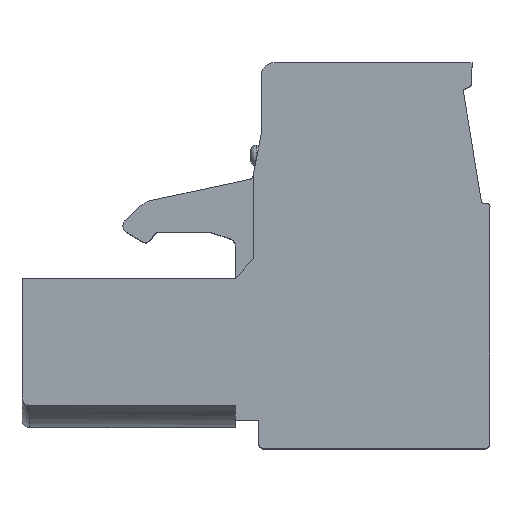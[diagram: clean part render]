
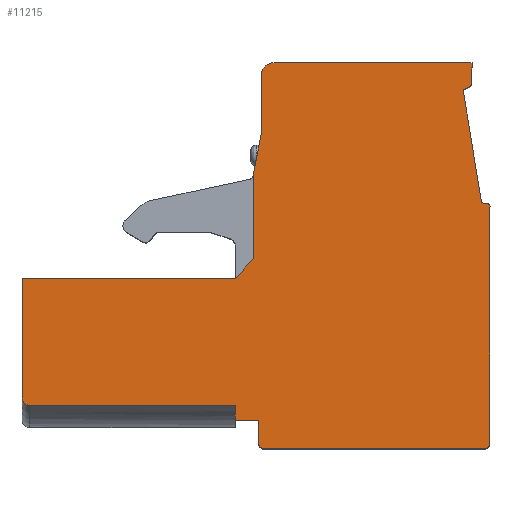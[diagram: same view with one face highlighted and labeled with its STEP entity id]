
A CAD part, top view. The second image highlights one B-rep face of the part: STEP entity #11215.
In plain terms, the highlighted planar face has unit normal (0, 0, 1).
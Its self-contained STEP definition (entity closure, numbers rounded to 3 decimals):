
#4222=DIRECTION('',(0.,1.,0.));
#4223=VECTOR('',#4222,4.65);
#4224=CARTESIAN_POINT('',(3.7,1.975,-2.54));
#4225=LINE('',#4224,#4223);
#4226=DIRECTION('',(1.,0.,0.));
#4227=VECTOR('',#4226,8.3);
#4228=CARTESIAN_POINT('',(3.7,6.625,-2.54));
#4229=LINE('',#4228,#4227);
#4230=DIRECTION('',(0.682,0.731,0.));
#4231=VECTOR('',#4230,1.026);
#4232=CARTESIAN_POINT('',(12.,6.625,-2.54));
#4233=LINE('',#4232,#4231);
#4234=DIRECTION('',(0.,1.,0.));
#4235=VECTOR('',#4234,3.325);
#4236=CARTESIAN_POINT('',(12.7,7.375,-2.54));
#4237=LINE('',#4236,#4235);
#4238=DIRECTION('',(0.196,0.981,0.));
#4239=VECTOR('',#4238,1.53);
#4240=CARTESIAN_POINT('',(12.7,10.7,-2.54));
#4241=LINE('',#4240,#4239);
#4242=DIRECTION('',(0.,1.,0.));
#4243=VECTOR('',#4242,2.3);
#4244=CARTESIAN_POINT('',(13.,12.2,-2.54));
#4245=LINE('',#4244,#4243);
#4246=CARTESIAN_POINT('',(13.5,14.5,-2.54));
#4247=DIRECTION('',(0.,0.,-1.));
#4248=DIRECTION('',(-1.,0.,0.));
#4249=AXIS2_PLACEMENT_3D('',#4246,#4247,#4248);
#4251=DIRECTION('',(1.,0.,0.));
#4252=VECTOR('',#4251,7.7);
#4253=CARTESIAN_POINT('',(13.5,15.,-2.54));
#4254=LINE('',#4253,#4252);
#4255=DIRECTION('',(0.,-1.,0.));
#4256=VECTOR('',#4255,0.766);
#4257=CARTESIAN_POINT('',(21.2,15.,-2.54));
#4258=LINE('',#4257,#4256);
#4259=CARTESIAN_POINT('',(21.,14.234,-2.54));
#4260=DIRECTION('',(0.,0.,-1.));
#4261=DIRECTION('',(1.,0.,0.));
#4262=AXIS2_PLACEMENT_3D('',#4259,#4260,#4261);
#4264=DIRECTION('',(-0.911,-0.412,0.));
#4265=VECTOR('',#4264,0.248);
#4266=CARTESIAN_POINT('',(21.082,14.052,-2.54));
#4267=LINE('',#4266,#4265);
#4268=DIRECTION('',(0.16,-0.987,0.));
#4269=VECTOR('',#4268,4.449);
#4270=CARTESIAN_POINT('',(20.857,13.95,-2.54));
#4271=LINE('',#4270,#4269);
#4272=DIRECTION('',(0.985,-0.174,0.));
#4273=VECTOR('',#4272,0.251);
#4274=CARTESIAN_POINT('',(21.57,9.558,-2.54));
#4275=LINE('',#4274,#4273);
#4276=CARTESIAN_POINT('',(21.8,9.416,-2.54));
#4277=DIRECTION('',(0.,0.,-1.));
#4278=DIRECTION('',(0.174,0.985,0.));
#4279=AXIS2_PLACEMENT_3D('',#4276,#4277,#4278);
#4281=DIRECTION('',(0.,-1.,0.));
#4282=VECTOR('',#4281,9.216);
#4283=CARTESIAN_POINT('',(21.9,9.416,-2.54));
#4284=LINE('',#4283,#4282);
#4285=CARTESIAN_POINT('',(21.7,0.2,-2.54));
#4286=DIRECTION('',(0.,0.,-1.));
#4287=DIRECTION('',(1.,0.,0.));
#4288=AXIS2_PLACEMENT_3D('',#4285,#4286,#4287);
#4290=DIRECTION('',(-1.,0.,0.));
#4291=VECTOR('',#4290,8.6);
#4292=CARTESIAN_POINT('',(21.7,0.,-2.54));
#4293=LINE('',#4292,#4291);
#4294=CARTESIAN_POINT('',(13.1,0.2,-2.54));
#4295=DIRECTION('',(0.,0.,-1.));
#4296=DIRECTION('',(0.,-1.,0.));
#4297=AXIS2_PLACEMENT_3D('',#4294,#4295,#4296);
#4299=DIRECTION('',(0.,1.,0.));
#4300=VECTOR('',#4299,0.9);
#4301=CARTESIAN_POINT('',(12.9,0.2,-2.54));
#4302=LINE('',#4301,#4300);
#4303=DIRECTION('',(-1.,0.,0.));
#4304=VECTOR('',#4303,0.9);
#4305=CARTESIAN_POINT('',(12.9,1.1,-2.54));
#4306=LINE('',#4305,#4304);
#4307=DIRECTION('',(-1.,0.,0.));
#4308=VECTOR('',#4307,8.);
#4309=CARTESIAN_POINT('',(12.,1.675,-2.54));
#4310=LINE('',#4309,#4308);
#4311=CARTESIAN_POINT('',(4.,1.975,-2.54));
#4312=DIRECTION('',(0.,0.,-1.));
#4313=DIRECTION('',(0.,-1.,0.));
#4314=AXIS2_PLACEMENT_3D('',#4311,#4312,#4313);
#4603=DIRECTION('',(0.,-1.,0.));
#4604=VECTOR('',#4603,0.575);
#4605=CARTESIAN_POINT('',(12.,1.675,-2.54));
#4606=LINE('',#4605,#4604);
#6041=CARTESIAN_POINT('',(3.7,6.625,-2.54));
#6042=VERTEX_POINT('',#6041);
#6043=CARTESIAN_POINT('',(3.7,1.975,-2.54));
#6044=VERTEX_POINT('',#6043);
#6067=CARTESIAN_POINT('',(4.,1.675,-2.54));
#6068=VERTEX_POINT('',#6067);
#6069=CARTESIAN_POINT('',(12.,6.625,-2.54));
#6070=VERTEX_POINT('',#6069);
#6071=CARTESIAN_POINT('',(12.7,7.375,-2.54));
#6072=VERTEX_POINT('',#6071);
#6073=CARTESIAN_POINT('',(12.7,10.7,-2.54));
#6074=VERTEX_POINT('',#6073);
#6075=CARTESIAN_POINT('',(13.,12.2,-2.54));
#6076=VERTEX_POINT('',#6075);
#6077=CARTESIAN_POINT('',(13.,14.5,-2.54));
#6078=VERTEX_POINT('',#6077);
#6079=CARTESIAN_POINT('',(13.5,15.,-2.54));
#6080=VERTEX_POINT('',#6079);
#6081=CARTESIAN_POINT('',(21.2,15.,-2.54));
#6082=VERTEX_POINT('',#6081);
#6083=CARTESIAN_POINT('',(21.2,14.234,-2.54));
#6084=VERTEX_POINT('',#6083);
#6085=CARTESIAN_POINT('',(21.082,14.052,-2.54));
#6086=VERTEX_POINT('',#6085);
#6087=CARTESIAN_POINT('',(20.857,13.95,-2.54));
#6088=VERTEX_POINT('',#6087);
#6089=CARTESIAN_POINT('',(21.57,9.558,-2.54));
#6090=VERTEX_POINT('',#6089);
#6091=CARTESIAN_POINT('',(21.817,9.515,-2.54));
#6092=VERTEX_POINT('',#6091);
#6093=CARTESIAN_POINT('',(21.9,9.416,-2.54));
#6094=VERTEX_POINT('',#6093);
#6095=CARTESIAN_POINT('',(21.9,0.2,-2.54));
#6096=VERTEX_POINT('',#6095);
#6097=CARTESIAN_POINT('',(21.7,0.,-2.54));
#6098=VERTEX_POINT('',#6097);
#6099=CARTESIAN_POINT('',(13.1,0.,-2.54));
#6100=VERTEX_POINT('',#6099);
#6101=CARTESIAN_POINT('',(12.9,0.2,-2.54));
#6102=VERTEX_POINT('',#6101);
#6103=CARTESIAN_POINT('',(12.9,1.1,-2.54));
#6104=VERTEX_POINT('',#6103);
#6105=CARTESIAN_POINT('',(12.,1.1,-2.54));
#6106=VERTEX_POINT('',#6105);
#6107=CARTESIAN_POINT('',(12.,1.675,-2.54));
#6108=VERTEX_POINT('',#6107);
#11180=CARTESIAN_POINT('',(0.,0.,-2.54));
#11181=DIRECTION('',(0.,0.,1.));
#11182=DIRECTION('',(-1.,0.,0.));
#11183=AXIS2_PLACEMENT_3D('',#11180,#11181,#11182);
#11184=PLANE('',#11183);
#11185=ORIENTED_EDGE('',*,*,#9950,.T.);
#11187=ORIENTED_EDGE('',*,*,#11186,.T.);
#11189=ORIENTED_EDGE('',*,*,#11188,.T.);
#11190=ORIENTED_EDGE('',*,*,#10810,.T.);
#11191=ORIENTED_EDGE('',*,*,#10842,.T.);
#11192=ORIENTED_EDGE('',*,*,#11152,.T.);
#11193=ORIENTED_EDGE('',*,*,#11172,.T.);
#11194=ORIENTED_EDGE('',*,*,#6593,.T.);
#11195=ORIENTED_EDGE('',*,*,#8399,.T.);
#11196=ORIENTED_EDGE('',*,*,#8414,.T.);
#11197=ORIENTED_EDGE('',*,*,#8429,.T.);
#11198=ORIENTED_EDGE('',*,*,#8444,.T.);
#11199=ORIENTED_EDGE('',*,*,#8459,.T.);
#11200=ORIENTED_EDGE('',*,*,#8474,.T.);
#11201=ORIENTED_EDGE('',*,*,#8489,.T.);
#11202=ORIENTED_EDGE('',*,*,#9334,.T.);
#11203=ORIENTED_EDGE('',*,*,#9349,.T.);
#11204=ORIENTED_EDGE('',*,*,#9832,.T.);
#11205=ORIENTED_EDGE('',*,*,#9847,.T.);
#11206=ORIENTED_EDGE('',*,*,#9866,.T.);
#11208=ORIENTED_EDGE('',*,*,#11207,.F.);
#11210=ORIENTED_EDGE('',*,*,#11209,.T.);
#11212=ORIENTED_EDGE('',*,*,#11211,.T.);
#11213=EDGE_LOOP('',(#11185,#11187,#11189,#11190,#11191,#11192,#11193,#11194,
#11195,#11196,#11197,#11198,#11199,#11200,#11201,#11202,#11203,#11204,#11205,
#11206,#11208,#11210,#11212));
#11214=FACE_OUTER_BOUND('',#11213,.F.);
#4250=CIRCLE('',#4249,0.5);
#4263=CIRCLE('',#4262,0.2);
#4280=CIRCLE('',#4279,0.1);
#4289=CIRCLE('',#4288,0.2);
#4298=CIRCLE('',#4297,0.2);
#4315=CIRCLE('',#4314,0.3);
#6593=EDGE_CURVE('',#6080,#6082,#4254,.T.);
#8399=EDGE_CURVE('',#6082,#6084,#4258,.T.);
#8414=EDGE_CURVE('',#6084,#6086,#4263,.T.);
#8429=EDGE_CURVE('',#6086,#6088,#4267,.T.);
#8444=EDGE_CURVE('',#6088,#6090,#4271,.T.);
#8459=EDGE_CURVE('',#6090,#6092,#4275,.T.);
#8474=EDGE_CURVE('',#6092,#6094,#4280,.T.);
#8489=EDGE_CURVE('',#6094,#6096,#4284,.T.);
#9334=EDGE_CURVE('',#6096,#6098,#4289,.T.);
#9349=EDGE_CURVE('',#6098,#6100,#4293,.T.);
#9832=EDGE_CURVE('',#6100,#6102,#4298,.T.);
#9847=EDGE_CURVE('',#6102,#6104,#4302,.T.);
#9866=EDGE_CURVE('',#6104,#6106,#4306,.T.);
#9950=EDGE_CURVE('',#6044,#6042,#4225,.T.);
#10810=EDGE_CURVE('',#6072,#6074,#4237,.T.);
#10842=EDGE_CURVE('',#6074,#6076,#4241,.T.);
#11152=EDGE_CURVE('',#6076,#6078,#4245,.T.);
#11172=EDGE_CURVE('',#6078,#6080,#4250,.T.);
#11186=EDGE_CURVE('',#6042,#6070,#4229,.T.);
#11188=EDGE_CURVE('',#6070,#6072,#4233,.T.);
#11207=EDGE_CURVE('',#6108,#6106,#4606,.T.);
#11209=EDGE_CURVE('',#6108,#6068,#4310,.T.);
#11211=EDGE_CURVE('',#6068,#6044,#4315,.T.);
#11215=ADVANCED_FACE('',(#11214),#11184,.T.);
